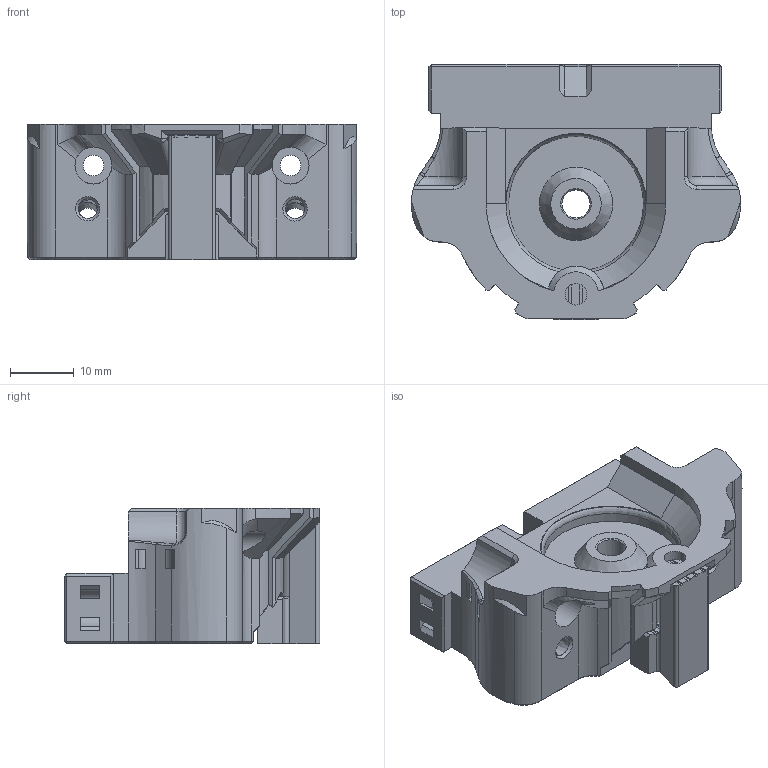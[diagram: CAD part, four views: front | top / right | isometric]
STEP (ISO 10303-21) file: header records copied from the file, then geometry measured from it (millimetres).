
FILE_DESCRIPTION(/* description */ ('STEP AP242','CAx-IF Rec.Pracs.---Representation and Presentation of Product Manufacturing Information (PMI)---4.0---2014-10-13','CAx-IF Rec.Pracs.---3D Tessellated Geometry---0.4---2014-09-14','2;1'),/* implementation_level */ '2;1');
FILE_NAME(/* name */ 'Xol Extruder Mount - G2SA - TAP',/* time_stamp */ '2024-06-15T13:28:12Z',/* author */ (''),/* organization */ (''),/* preprocessor_version */ 'ST-DEVELOPER v20',/* originating_system */ ' ',/* authorisation */ ' ');
FILE_SCHEMA (('AP242_MANAGED_MODEL_BASED_3D_ENGINEERING_MIM_LF { 1 0 10303 442 1 1 4 }'));
Length unit declared in the file: metre
Products named in the file (3): Xol Extruder Mount - G2SA - TAP; Part 37; TAP G2SA
Assembly tree (2 placements, depth 2):
  Xol Extruder Mount - G2SA - TAP
    Part 37
    TAP G2SA
Bounding box: 51.5 x 39.97 x 21.18 mm (x, y, z)
Volume: 19725.1 mm3; surface area: 9171.8 mm2
Topology: 2 solids, 2 shells, 315 faces, 863 edges, 548 vertices
Faces by surface type: plane 171, cylinder 63, bspline 50, cone 26, torus 5
Full cylindrical faces by diameter (mm): 3.2 x2, 3.4 x1, 4.4 x1, 4.7 x3, 5.8 x2, 21.1 x1
Entity records: 11072 total; most frequent: CARTESIAN_POINT 3568, ORIENTED_EDGE 1650, DIRECTION 1363, EDGE_CURVE 825, VERTEX_POINT 534, AXIS2_PLACEMENT_3D 457, LINE 449, VECTOR 449
